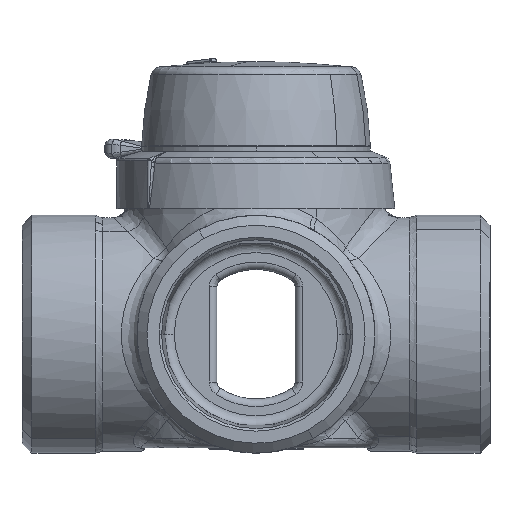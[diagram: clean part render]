
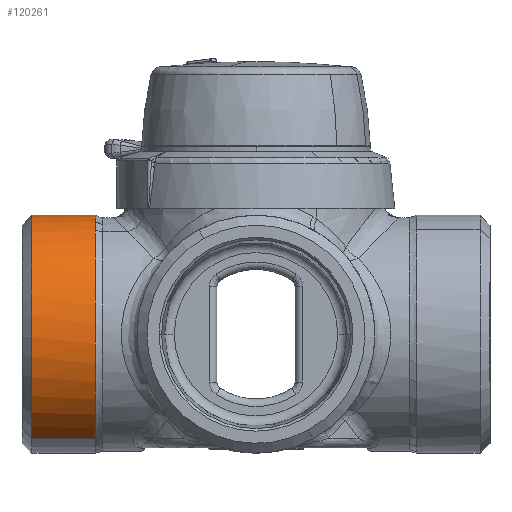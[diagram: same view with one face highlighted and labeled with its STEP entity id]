
A CAD part, front view. The second image highlights one B-rep face of the part: STEP entity #120261.
In plain terms, the highlighted cylindrical face has radius 23.9 mm (diameter 47.8 mm), a partial arc.
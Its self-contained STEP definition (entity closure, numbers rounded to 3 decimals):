
#65453=AXIS2_PLACEMENT_3D('Circle Axis2P3D',#65451,#65452,$) ;
#85800=AXIS2_PLACEMENT_3D('Circle Axis2P3D',#85798,#85799,$) ;
#120229=AXIS2_PLACEMENT_3D('Circle Axis2P3D',#120227,#120228,$) ;
#120242=AXIS2_PLACEMENT_3D('Cylinder Axis2P3D',#120239,#120240,#120241) ;
#65451=CARTESIAN_POINT('Axis2P3D Location',(-32.254,0.,0.)) ;
#65455=CARTESIAN_POINT('Vertex',(-32.254,-11.458,20.974)) ;
#65457=CARTESIAN_POINT('Vertex',(-32.254,-11.458,-20.974)) ;
#85795=CARTESIAN_POINT('Vertex',(-32.254,11.458,20.974)) ;
#85798=CARTESIAN_POINT('Axis2P3D Location',(-32.254,0.,0.)) ;
#120208=CARTESIAN_POINT('Vertex',(-45.,11.458,20.974)) ;
#120224=CARTESIAN_POINT('Vertex',(-45.,-11.458,-20.974)) ;
#120227=CARTESIAN_POINT('Axis2P3D Location',(-45.,0.,0.)) ;
#120239=CARTESIAN_POINT('Axis2P3D Location',(-55.066,0.,0.)) ;
#120244=CARTESIAN_POINT('Line Origine',(-37.,11.458,20.974)) ;
#120249=CARTESIAN_POINT('Line Origine',(-37.,-11.458,-20.974)) ;
#65452=DIRECTION('Axis2P3D Direction',(1.,0.,0.)) ;
#85799=DIRECTION('Axis2P3D Direction',(1.,0.,0.)) ;
#120228=DIRECTION('Axis2P3D Direction',(1.,0.,0.)) ;
#120240=DIRECTION('Axis2P3D Direction',(-1.,0.,0.)) ;
#120241=DIRECTION('Axis2P3D XDirection',(0.,0.479,0.878)) ;
#120245=DIRECTION('Vector Direction',(-1.,0.,0.)) ;
#120250=DIRECTION('Vector Direction',(-1.,0.,0.)) ;
#120246=VECTOR('Line Direction',#120245,1.) ;
#120251=VECTOR('Line Direction',#120250,1.) ;
#120255=ORIENTED_EDGE('',*,*,#120248,.T.) ;
#120256=ORIENTED_EDGE('',*,*,#120231,.F.) ;
#120257=ORIENTED_EDGE('',*,*,#120253,.F.) ;
#120258=ORIENTED_EDGE('',*,*,#65459,.F.) ;
#120259=ORIENTED_EDGE('',*,*,#85802,.T.) ;
#120261=ADVANCED_FACE('PartBody',(#120260),#120243,.T.) ;
#65454=CIRCLE('generated circle',#65453,23.9) ;
#85801=CIRCLE('generated circle',#85800,23.9) ;
#120230=CIRCLE('generated circle',#120229,23.9) ;
#120243=CYLINDRICAL_SURFACE('generated cylinder',#120242,23.9) ;
#65459=EDGE_CURVE('',#65456,#65458,#65454,.T.) ;
#85802=EDGE_CURVE('',#65456,#85796,#85801,.F.) ;
#120231=EDGE_CURVE('',#120225,#120209,#120230,.F.) ;
#120248=EDGE_CURVE('',#85796,#120209,#120247,.T.) ;
#120253=EDGE_CURVE('',#65458,#120225,#120252,.T.) ;
#120254=EDGE_LOOP('',(#120255,#120256,#120257,#120258,#120259)) ;
#120260=FACE_OUTER_BOUND('',#120254,.T.) ;
#120247=LINE('Line',#120244,#120246) ;
#120252=LINE('Line',#120249,#120251) ;
#65456=VERTEX_POINT('',#65455) ;
#65458=VERTEX_POINT('',#65457) ;
#85796=VERTEX_POINT('',#85795) ;
#120209=VERTEX_POINT('',#120208) ;
#120225=VERTEX_POINT('',#120224) ;
